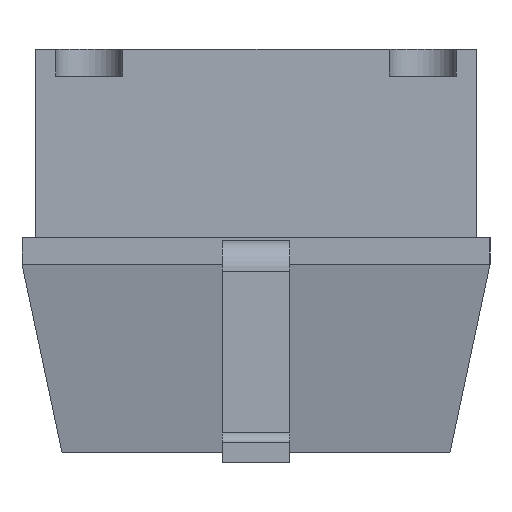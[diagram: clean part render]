
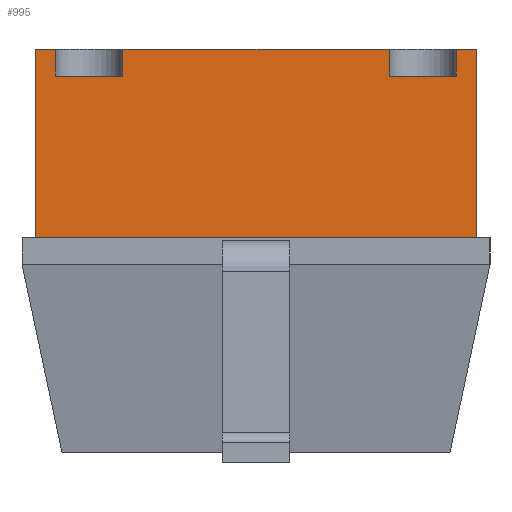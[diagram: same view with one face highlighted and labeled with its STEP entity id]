
A CAD part, left-side view. The second image highlights one B-rep face of the part: STEP entity #995.
In plain terms, the highlighted planar face has unit normal (-1, 0, 0).
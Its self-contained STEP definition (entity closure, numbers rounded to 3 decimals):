
#13=DIRECTION('',(0.,0.,1.));
#52=DIRECTION('',(-1.,0.,0.));
#58=VECTOR('',#59,1.);
#59=DIRECTION('',(0.,-1.,0.));
#115=VECTOR('',#116,1.);
#116=DIRECTION('',(0.,0.,-1.));
#261=VECTOR('',#13,1.);
#398=VERTEX_POINT('',#399);
#399=CARTESIAN_POINT('',(-3.,1.64,1.7));
#413=VERTEX_POINT('',#414);
#414=CARTESIAN_POINT('',(-3.,-1.64,1.7));
#573=EDGE_CURVE('',#398,#413,#574,.T.);
#574=LINE('',#399,#58);
#737=EDGE_CURVE('',#398,#738,#740,.T.);
#738=VERTEX_POINT('',#739);
#739=CARTESIAN_POINT('',(-3.,1.64,3.1));
#740=B_SPLINE_CURVE_WITH_KNOTS('',1,(#399,#739),.UNSPECIFIED.,.F.,.F.,(2,2),(0.,1.),.PIECEWISE_BEZIER_KNOTS.);
#754=VERTEX_POINT('',#755);
#755=CARTESIAN_POINT('',(-3.,-1.64,3.1));
#758=EDGE_CURVE('',#413,#754,#759,.T.);
#759=B_SPLINE_CURVE_WITH_KNOTS('',1,(#414,#755),.UNSPECIFIED.,.F.,.F.,(2,2),(0.,1.),.PIECEWISE_BEZIER_KNOTS.);
#765=ORIENTED_EDGE('',*,*,#766,.F.);
#766=EDGE_CURVE('',#767,#754,#769,.T.);
#767=VERTEX_POINT('',#768);
#768=CARTESIAN_POINT('',(-3.,-1.49,3.1));
#769=LINE('',#739,#58);
#785=VERTEX_POINT('',#786);
#786=CARTESIAN_POINT('',(-3.,-0.99,3.1));
#788=ORIENTED_EDGE('',*,*,#789,.F.);
#789=EDGE_CURVE('',#790,#785,#769,.T.);
#790=VERTEX_POINT('',#791);
#791=CARTESIAN_POINT('',(-3.,0.99,3.1));
#807=VERTEX_POINT('',#808);
#808=CARTESIAN_POINT('',(-3.,1.49,3.1));
#810=ORIENTED_EDGE('',*,*,#811,.F.);
#811=EDGE_CURVE('',#738,#807,#769,.T.);
#995=ADVANCED_FACE('',(#996),#1029,.T.);
#996=FACE_BOUND('',#997,.T.);
#997=EDGE_LOOP('',(#998,#999,#1000,#765,#1001,#1006,#1012,#788,#1015,#1020,#1026,#810));
#998=ORIENTED_EDGE('',*,*,#737,.F.);
#999=ORIENTED_EDGE('',*,*,#573,.T.);
#1000=ORIENTED_EDGE('',*,*,#758,.T.);
#1001=ORIENTED_EDGE('',*,*,#1002,.F.);
#1002=EDGE_CURVE('',#1003,#767,#1005,.T.);
#1003=VERTEX_POINT('',#1004);
#1004=CARTESIAN_POINT('',(-3.,-1.49,2.9));
#1005=LINE('',#768,#261);
#1006=ORIENTED_EDGE('',*,*,#1007,.F.);
#1007=EDGE_CURVE('',#1008,#1003,#1010,.T.);
#1008=VERTEX_POINT('',#1009);
#1009=CARTESIAN_POINT('',(-3.,-0.99,2.9));
#1010=LINE('',#1011,#58);
#1011=CARTESIAN_POINT('',(-3.,0.2,2.9));
#1012=ORIENTED_EDGE('',*,*,#1013,.F.);
#1013=EDGE_CURVE('',#785,#1008,#1014,.T.);
#1014=LINE('',#786,#115);
#1015=ORIENTED_EDGE('',*,*,#1016,.F.);
#1016=EDGE_CURVE('',#1017,#790,#1019,.T.);
#1017=VERTEX_POINT('',#1018);
#1018=CARTESIAN_POINT('',(-3.,0.99,2.9));
#1019=LINE('',#791,#261);
#1020=ORIENTED_EDGE('',*,*,#1021,.F.);
#1021=EDGE_CURVE('',#1022,#1017,#1024,.T.);
#1022=VERTEX_POINT('',#1023);
#1023=CARTESIAN_POINT('',(-3.,1.49,2.9));
#1024=LINE('',#1025,#58);
#1025=CARTESIAN_POINT('',(-3.,1.44,2.9));
#1026=ORIENTED_EDGE('',*,*,#1027,.F.);
#1027=EDGE_CURVE('',#807,#1022,#1028,.T.);
#1028=LINE('',#808,#115);
#1029=PLANE('',#1030);
#1030=AXIS2_PLACEMENT_3D('',#739,#52,#59);
